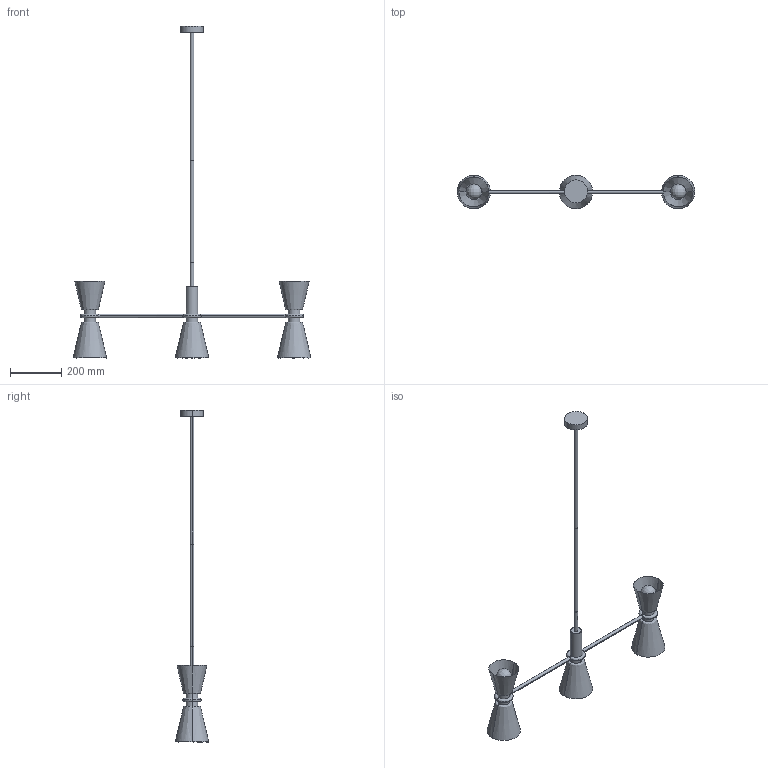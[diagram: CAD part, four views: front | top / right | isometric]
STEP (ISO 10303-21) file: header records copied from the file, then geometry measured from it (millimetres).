
FILE_DESCRIPTION(/* description */ (''),/* implementation_level */ '2;1');
FILE_NAME(/* name */ '1744.241_GRAAL',/* time_stamp */ '2023-01-18T18:27:57+01:00',/* author */ (''),/* organization */ (''),/* preprocessor_version */ 'ST-DEVELOPER v16.5',/* originating_system */ 'Rhino 7.15',/* authorisation */ '');
FILE_SCHEMA (('CONFIG_CONTROL_DESIGN'));
Length unit declared in the file: millimetre
Products named in the file (1): Document
Bounding box: 930.84 x 130.64 x 1300.07 mm (x, y, z)
Volume: 1174953.3 mm3; surface area: 639585.6 mm2
Topology: 12 solids, 27 shells, 71 faces, 180 edges, 98 vertices
Faces by surface type: bspline 44, cylinder 18, plane 9
Entity records: 4352 total; most frequent: CARTESIAN_POINT 3410, ORIENTED_EDGE 234, EDGE_CURVE 140, VERTEX_POINT 98, ADVANCED_FACE 71, FACE_OUTER_BOUND 71, EDGE_LOOP 71, DIRECTION 33
